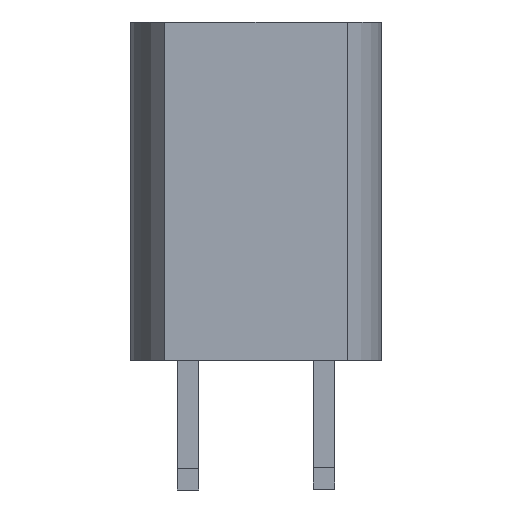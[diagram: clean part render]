
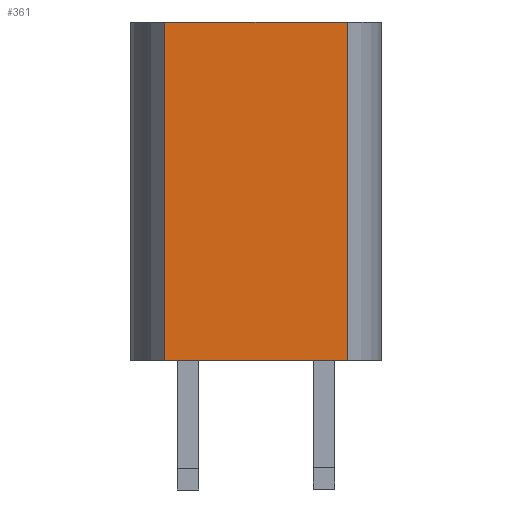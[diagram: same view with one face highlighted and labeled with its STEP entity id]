
A CAD part, left-side view. The second image highlights one B-rep face of the part: STEP entity #361.
In plain terms, the highlighted planar face has unit normal (-1, 0, 0).
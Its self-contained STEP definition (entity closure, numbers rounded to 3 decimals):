
#42=FACE_OUTER_BOUND('',#62,.T.);
#62=EDGE_LOOP('',(#308,#309,#310,#311));
#106=LINE('',#591,#148);
#107=LINE('',#593,#149);
#108=LINE('',#595,#150);
#109=LINE('',#596,#151);
#148=VECTOR('',#487,10.);
#149=VECTOR('',#488,10.);
#150=VECTOR('',#489,10.);
#151=VECTOR('',#490,10.);
#180=VERTEX_POINT('',#589);
#181=VERTEX_POINT('',#590);
#182=VERTEX_POINT('',#592);
#183=VERTEX_POINT('',#594);
#226=EDGE_CURVE('',#180,#181,#106,.T.);
#227=EDGE_CURVE('',#182,#180,#107,.T.);
#228=EDGE_CURVE('',#183,#182,#108,.T.);
#229=EDGE_CURVE('',#181,#183,#109,.T.);
#308=ORIENTED_EDGE('',*,*,#226,.F.);
#309=ORIENTED_EDGE('',*,*,#227,.F.);
#310=ORIENTED_EDGE('',*,*,#228,.F.);
#311=ORIENTED_EDGE('',*,*,#229,.F.);
#342=PLANE('',#399);
#361=ADVANCED_FACE('',(#42),#342,.F.);
#399=AXIS2_PLACEMENT_3D('',#588,#485,#486);
#485=DIRECTION('center_axis',(1.,0.,0.));
#486=DIRECTION('ref_axis',(0.,0.,-1.));
#487=DIRECTION('',(0.,0.,-1.));
#488=DIRECTION('',(0.,-1.,0.));
#489=DIRECTION('',(0.,0.,1.));
#490=DIRECTION('',(0.,1.,0.));
#588=CARTESIAN_POINT('Origin',(-1.622,0.,3.15));
#589=CARTESIAN_POINT('',(-1.622,-1.701,6.3));
#590=CARTESIAN_POINT('',(-1.622,-1.701,0.));
#591=CARTESIAN_POINT('',(-1.622,-1.701,3.15));
#592=CARTESIAN_POINT('',(-1.622,1.701,6.3));
#593=CARTESIAN_POINT('',(-1.622,0.,6.3));
#594=CARTESIAN_POINT('',(-1.622,1.701,0.));
#595=CARTESIAN_POINT('',(-1.622,1.701,3.15));
#596=CARTESIAN_POINT('',(-1.622,0.,0.));
